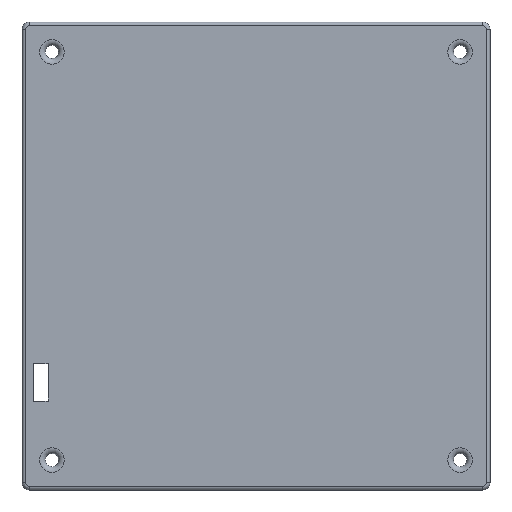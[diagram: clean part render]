
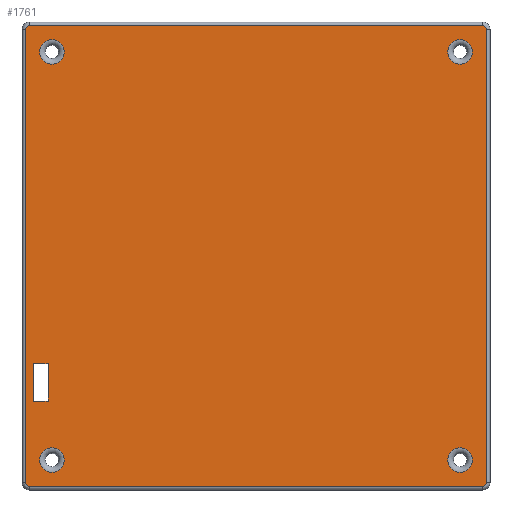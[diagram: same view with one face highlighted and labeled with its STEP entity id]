
A CAD part, front view. The second image highlights one B-rep face of the part: STEP entity #1761.
In plain terms, the highlighted planar face has unit normal (0, -1, 0).
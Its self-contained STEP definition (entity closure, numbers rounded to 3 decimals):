
#47=CIRCLE('',#1878,3.25);
#51=CIRCLE('',#1883,1.);
#52=CIRCLE('',#1884,1.);
#53=CIRCLE('',#1885,1.);
#54=CIRCLE('',#1886,1.);
#55=CIRCLE('',#1887,3.25);
#56=CIRCLE('',#1888,3.25);
#57=CIRCLE('',#1889,3.25);
#93=FACE_BOUND('',#233,.T.);
#94=FACE_BOUND('',#234,.T.);
#95=FACE_BOUND('',#235,.T.);
#96=FACE_BOUND('',#236,.T.);
#97=FACE_BOUND('',#237,.T.);
#131=FACE_OUTER_BOUND('',#232,.T.);
#232=EDGE_LOOP('',(#1292,#1293,#1294,#1295,#1296,#1297,#1298,#1299));
#233=EDGE_LOOP('',(#1300,#1301,#1302,#1303));
#234=EDGE_LOOP('',(#1304));
#235=EDGE_LOOP('',(#1305));
#236=EDGE_LOOP('',(#1306));
#237=EDGE_LOOP('',(#1307));
#338=LINE('',#2529,#546);
#381=LINE('',#2634,#589);
#383=LINE('',#2638,#591);
#385=LINE('',#2641,#593);
#386=LINE('',#2655,#594);
#387=LINE('',#2659,#595);
#388=LINE('',#2663,#596);
#389=LINE('',#2666,#597);
#546=VECTOR('',#2017,10.);
#589=VECTOR('',#2118,10.);
#591=VECTOR('',#2122,10.);
#593=VECTOR('',#2126,10.);
#594=VECTOR('',#2141,10.);
#595=VECTOR('',#2144,10.);
#596=VECTOR('',#2147,10.);
#597=VECTOR('',#2150,10.);
#753=VERTEX_POINT('',#2526);
#754=VERTEX_POINT('',#2528);
#787=VERTEX_POINT('',#2633);
#788=VERTEX_POINT('',#2637);
#789=VERTEX_POINT('',#2643);
#792=VERTEX_POINT('',#2651);
#793=VERTEX_POINT('',#2652);
#794=VERTEX_POINT('',#2654);
#795=VERTEX_POINT('',#2656);
#796=VERTEX_POINT('',#2658);
#797=VERTEX_POINT('',#2660);
#798=VERTEX_POINT('',#2662);
#799=VERTEX_POINT('',#2664);
#800=VERTEX_POINT('',#2667);
#801=VERTEX_POINT('',#2669);
#802=VERTEX_POINT('',#2671);
#922=EDGE_CURVE('',#754,#753,#338,.T.);
#973=EDGE_CURVE('',#753,#787,#381,.T.);
#975=EDGE_CURVE('',#787,#788,#383,.T.);
#977=EDGE_CURVE('',#788,#754,#385,.T.);
#978=EDGE_CURVE('',#789,#789,#47,.T.);
#982=EDGE_CURVE('',#792,#793,#51,.T.);
#983=EDGE_CURVE('',#794,#792,#386,.T.);
#984=EDGE_CURVE('',#795,#794,#52,.T.);
#985=EDGE_CURVE('',#796,#795,#387,.T.);
#986=EDGE_CURVE('',#797,#796,#53,.T.);
#987=EDGE_CURVE('',#798,#797,#388,.T.);
#988=EDGE_CURVE('',#799,#798,#54,.T.);
#989=EDGE_CURVE('',#793,#799,#389,.T.);
#990=EDGE_CURVE('',#800,#800,#55,.T.);
#991=EDGE_CURVE('',#801,#801,#56,.T.);
#992=EDGE_CURVE('',#802,#802,#57,.T.);
#1292=ORIENTED_EDGE('',*,*,#982,.F.);
#1293=ORIENTED_EDGE('',*,*,#983,.F.);
#1294=ORIENTED_EDGE('',*,*,#984,.F.);
#1295=ORIENTED_EDGE('',*,*,#985,.F.);
#1296=ORIENTED_EDGE('',*,*,#986,.F.);
#1297=ORIENTED_EDGE('',*,*,#987,.F.);
#1298=ORIENTED_EDGE('',*,*,#988,.F.);
#1299=ORIENTED_EDGE('',*,*,#989,.F.);
#1300=ORIENTED_EDGE('',*,*,#975,.T.);
#1301=ORIENTED_EDGE('',*,*,#977,.T.);
#1302=ORIENTED_EDGE('',*,*,#922,.T.);
#1303=ORIENTED_EDGE('',*,*,#973,.T.);
#1304=ORIENTED_EDGE('',*,*,#990,.F.);
#1305=ORIENTED_EDGE('',*,*,#991,.F.);
#1306=ORIENTED_EDGE('',*,*,#992,.F.);
#1307=ORIENTED_EDGE('',*,*,#978,.F.);
#1685=PLANE('',#1882);
#1761=ADVANCED_FACE('',(#131,#93,#94,#95,#96,#97),#1685,.F.);
#1878=AXIS2_PLACEMENT_3D('',#2644,#2129,#2130);
#1882=AXIS2_PLACEMENT_3D('',#2650,#2137,#2138);
#1883=AXIS2_PLACEMENT_3D('',#2653,#2139,#2140);
#1884=AXIS2_PLACEMENT_3D('',#2657,#2142,#2143);
#1885=AXIS2_PLACEMENT_3D('',#2661,#2145,#2146);
#1886=AXIS2_PLACEMENT_3D('',#2665,#2148,#2149);
#1887=AXIS2_PLACEMENT_3D('',#2668,#2151,#2152);
#1888=AXIS2_PLACEMENT_3D('',#2670,#2153,#2154);
#1889=AXIS2_PLACEMENT_3D('',#2672,#2155,#2156);
#2017=DIRECTION('',(0.,0.,1.));
#2118=DIRECTION('',(1.,0.,0.));
#2122=DIRECTION('',(0.,0.,-1.));
#2126=DIRECTION('',(-1.,0.,0.));
#2129=DIRECTION('center_axis',(0.,-1.,0.));
#2130=DIRECTION('ref_axis',(1.,0.,0.));
#2137=DIRECTION('center_axis',(0.,1.,0.));
#2138=DIRECTION('ref_axis',(1.,0.,0.));
#2139=DIRECTION('center_axis',(0.,1.,0.));
#2140=DIRECTION('ref_axis',(0.707,0.,0.707));
#2141=DIRECTION('',(1.,0.,0.));
#2142=DIRECTION('center_axis',(0.,1.,0.));
#2143=DIRECTION('ref_axis',(-0.707,0.,0.707));
#2144=DIRECTION('',(0.,0.,1.));
#2145=DIRECTION('center_axis',(0.,1.,0.));
#2146=DIRECTION('ref_axis',(-0.707,0.,-0.707));
#2147=DIRECTION('',(-1.,0.,0.));
#2148=DIRECTION('center_axis',(0.,1.,0.));
#2149=DIRECTION('ref_axis',(0.707,0.,-0.707));
#2150=DIRECTION('',(0.,0.,-1.));
#2151=DIRECTION('center_axis',(0.,-1.,0.));
#2152=DIRECTION('ref_axis',(1.,0.,0.));
#2153=DIRECTION('center_axis',(0.,-1.,0.));
#2154=DIRECTION('ref_axis',(1.,0.,0.));
#2155=DIRECTION('center_axis',(0.,-1.,0.));
#2156=DIRECTION('ref_axis',(1.,0.,0.));
#2526=CARTESIAN_POINT('',(3.,0.,33.762));
#2528=CARTESIAN_POINT('',(3.,0.,23.762));
#2529=CARTESIAN_POINT('',(3.,0.,48.131));
#2633=CARTESIAN_POINT('',(7.,0.,33.762));
#2634=CARTESIAN_POINT('',(34.75,0.,33.762));
#2637=CARTESIAN_POINT('',(7.,0.,23.762));
#2638=CARTESIAN_POINT('',(7.,0.,43.131));
#2641=CARTESIAN_POINT('',(32.75,0.,23.762));
#2643=CARTESIAN_POINT('',(117.,0.,4.75));
#2644=CARTESIAN_POINT('Origin',(117.,0.,8.));
#2650=CARTESIAN_POINT('Origin',(62.5,0.,62.5));
#2651=CARTESIAN_POINT('',(123.,0.,124.));
#2652=CARTESIAN_POINT('',(124.,0.,123.));
#2653=CARTESIAN_POINT('Origin',(123.,0.,123.));
#2654=CARTESIAN_POINT('',(2.,0.,124.));
#2655=CARTESIAN_POINT('',(31.25,0.,124.));
#2656=CARTESIAN_POINT('',(1.,0.,123.));
#2657=CARTESIAN_POINT('Origin',(2.,0.,123.));
#2658=CARTESIAN_POINT('',(1.,0.,2.));
#2659=CARTESIAN_POINT('',(1.,0.,31.25));
#2660=CARTESIAN_POINT('',(2.,0.,1.));
#2661=CARTESIAN_POINT('Origin',(2.,0.,2.));
#2662=CARTESIAN_POINT('',(123.,0.,1.));
#2663=CARTESIAN_POINT('',(93.75,0.,1.));
#2664=CARTESIAN_POINT('',(124.,0.,2.));
#2665=CARTESIAN_POINT('Origin',(123.,0.,2.));
#2666=CARTESIAN_POINT('',(124.,0.,93.75));
#2667=CARTESIAN_POINT('',(8.,0.,4.75));
#2668=CARTESIAN_POINT('Origin',(8.,0.,8.));
#2669=CARTESIAN_POINT('',(117.,0.,113.75));
#2670=CARTESIAN_POINT('Origin',(117.,0.,117.));
#2671=CARTESIAN_POINT('',(8.,0.,113.75));
#2672=CARTESIAN_POINT('Origin',(8.,0.,117.));
